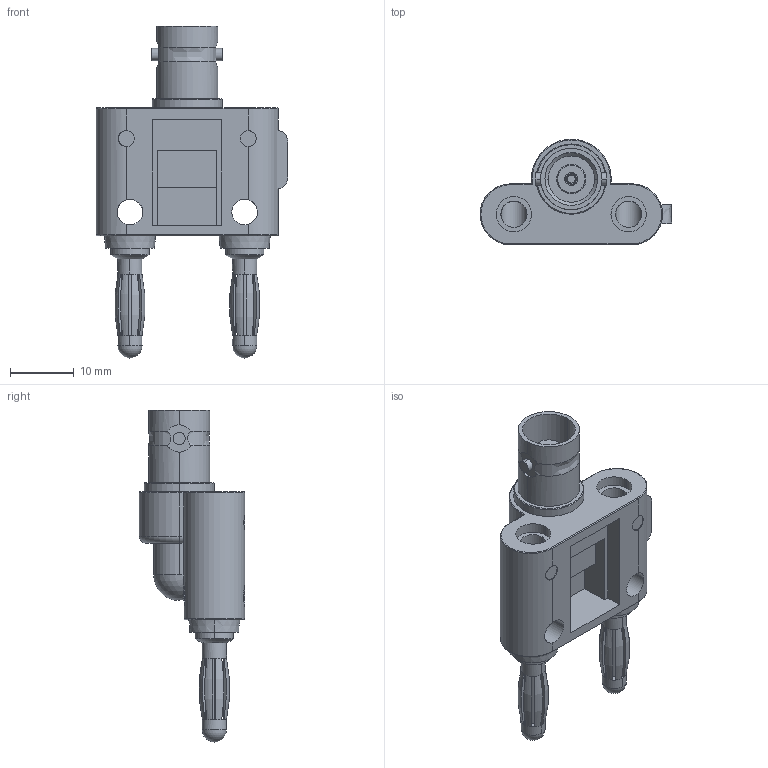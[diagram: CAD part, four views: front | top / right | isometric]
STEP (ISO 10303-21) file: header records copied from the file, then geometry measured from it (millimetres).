
FILE_DESCRIPTION (( 'STEP AP214' ), '1' );
FILE_NAME ('LCAD9788_3D.step', '2023-10-27T21:32:16', ( '' ), ( '' ), 'SwSTEP 2.0', 'SolidWorks 2022', '' );
FILE_SCHEMA (( 'AUTOMOTIVE_DESIGN' ));
Length unit declared in the file: inch
Products named in the file (1): LCAD9788_3D
Bounding box: 30.02 x 16.5 x 51.96 mm (x, y, z)
Volume: 5457.7 mm3; surface area: 4627.3 mm2
Topology: 1 solids, 1 shells, 290 faces, 809 edges, 502 vertices
Faces by surface type: plane 118, cylinder 100, torus 30, bspline 21, cone 16, sphere 5
Entity records: 11177 total; most frequent: CARTESIAN_POINT 3770, ORIENTED_EDGE 1598, DIRECTION 1521, EDGE_CURVE 799, AXIS2_PLACEMENT_3D 576, VERTEX_POINT 497, LINE 369, VECTOR 369
